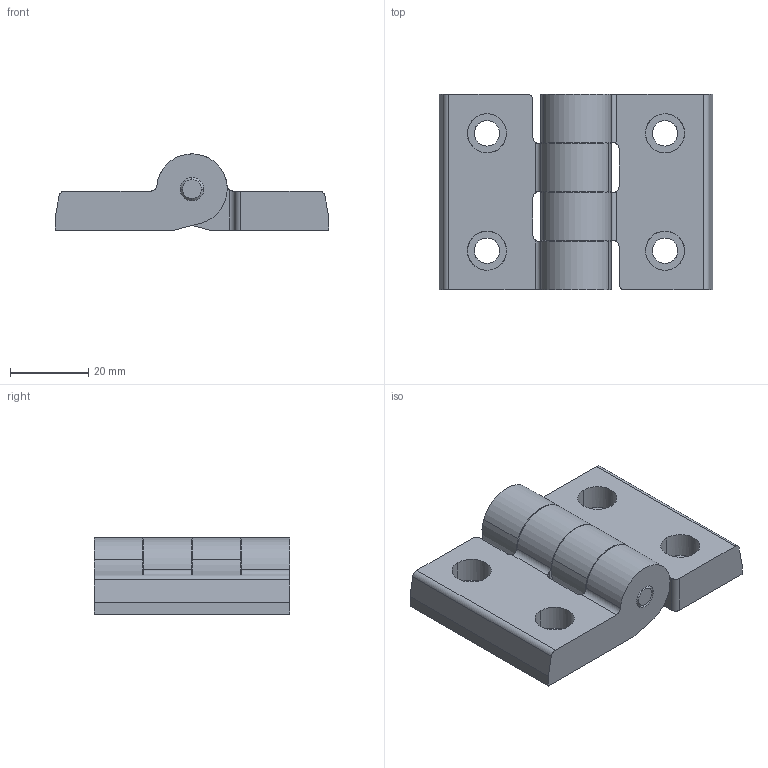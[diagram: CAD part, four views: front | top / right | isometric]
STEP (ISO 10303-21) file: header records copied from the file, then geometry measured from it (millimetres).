
FILE_DESCRIPTION((''),'2;1');
FILE_NAME('15HI8527.stp','2006-03-13T15:37:31',('Shawn Mantel'),('Faztek, LLC'),'Mechanical Desktop 2005','Mechanical Desktop 2005',', , ');
FILE_SCHEMA(('CONFIG_CONTROL_DESIGN'));
Length unit declared in the file: inch
Products named in the file (1): Product
Bounding box: 70 x 50 x 19.5 mm (x, y, z)
Volume: 36048.4 mm3; surface area: 14742.2 mm2
Topology: 3 solids, 3 shells, 88 faces, 238 edges, 160 vertices
Faces by surface type: cylinder 48, plane 32, cone 8
Entity records: 2997 total; most frequent: CARTESIAN_POINT 541, DIRECTION 526, ORIENTED_EDGE 476, EDGE_CURVE 238, AXIS2_PLACEMENT_3D 205, VERTEX_POINT 160, VECTOR 116, LINE 116
